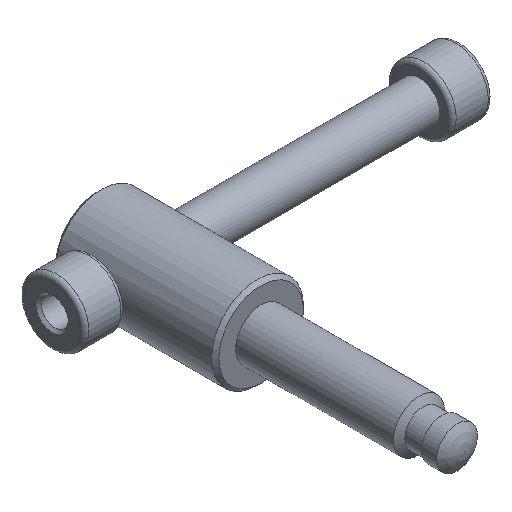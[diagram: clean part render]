
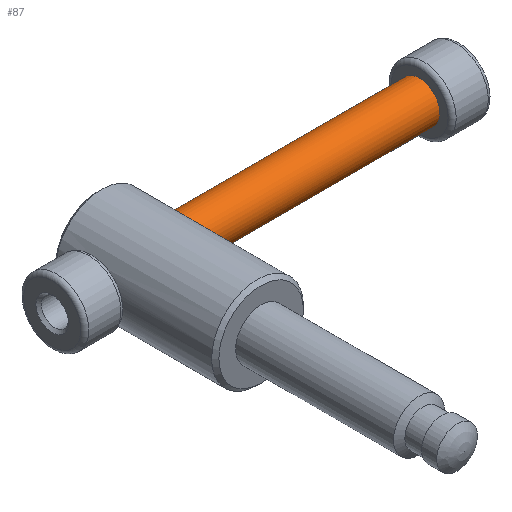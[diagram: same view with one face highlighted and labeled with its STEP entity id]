
A CAD part, isometric view. The second image highlights one B-rep face of the part: STEP entity #87.
In plain terms, the highlighted cylindrical face has radius 4 mm (diameter 8 mm), a full revolution.
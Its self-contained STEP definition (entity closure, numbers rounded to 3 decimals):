
#87 = ADVANCED_FACE( '', ( #195, #196 ), #197, .T. );
#195 = FACE_OUTER_BOUND( '', #317, .T. );
#196 = FACE_OUTER_BOUND( '', #318, .T. );
#197 = CYLINDRICAL_SURFACE( '', #319, 4. );
#317 = EDGE_LOOP( '', ( #467 ) );
#318 = EDGE_LOOP( '', ( #468 ) );
#319 = AXIS2_PLACEMENT_3D( '', #469, #470, #471 );
#467 = ORIENTED_EDGE( '', *, *, #564, .F. );
#468 = ORIENTED_EDGE( '', *, *, #579, .T. );
#469 = CARTESIAN_POINT( '', ( 62.999, 64., 0. ) );
#470 = DIRECTION( '', ( -1., 0., 0. ) );
#471 = DIRECTION( '', ( 0., 0., -1. ) );
#564 = EDGE_CURVE( '', #635, #635, #636, .T. );
#579 = EDGE_CURVE( '', #658, #658, #659, .T. );
#635 = VERTEX_POINT( '', #785 );
#636 = CIRCLE( '', #786, 4. );
#658 = VERTEX_POINT( '', #808 );
#659 = B_SPLINE_CURVE_WITH_KNOTS( '', 3, ( #809, #810, #811, #812, #813, #814, #815, #816, #817, #818, #819, #820, #821, #822, #823, #824, #825, #826, #827, #828, #829, #830, #831, #832, #833, #834, #835, #836, #837, #838, #839, #840, #841, #842, #843, #844, #845, #846, #847, #848, #849, #850, #851, #852, #853, #854, #855, #856, #857, #858, #859, #860, #861, #862, #863, #864, #865, #866, #867, #868, #869, #870, #871, #872, #873, #874 ), .UNSPECIFIED., .T., .F., ( 2, 2, 2, 2, 2, 2, 2, 2, 2, 2, 2, 2, 2, 2, 2, 2, 2, 2, 2, 2, 2, 2, 2, 2, 2, 2, 2, 2, 2, 2, 2, 2, 2, 2, 2 ), ( -0.001, 0., 0.001, 0.002, 0.002, 0.003, 0.004, 0.005, 0.006, 0.006, 0.007, 0.008, 0.009, 0.009, 0.01, 0.011, 0.012, 0.013, 0.013, 0.014, 0.015, 0.016, 0.017, 0.017, 0.018, 0.019, 0.02, 0.021, 0.021, 0.022, 0.023, 0.024, 0.025, 0.025, 0.026 ), .UNSPECIFIED. );
#785 = CARTESIAN_POINT( '', ( 55.099, 64., -4. ) );
#786 = AXIS2_PLACEMENT_3D( '', #935, #936, #937 );
#808 = CARTESIAN_POINT( '', ( 8.062, 64., -4. ) );
#809 = CARTESIAN_POINT( '', ( 8.062, 63.732, -4. ) );
#810 = CARTESIAN_POINT( '', ( 8.062, 64.268, -4. ) );
#811 = CARTESIAN_POINT( '', ( 8.076, 64.531, -3.973 ) );
#812 = CARTESIAN_POINT( '', ( 8.126, 65.046, -3.87 ) );
#813 = CARTESIAN_POINT( '', ( 8.163, 65.302, -3.791 ) );
#814 = CARTESIAN_POINT( '', ( 8.254, 65.784, -3.59 ) );
#815 = CARTESIAN_POINT( '', ( 8.307, 66.012, -3.467 ) );
#816 = CARTESIAN_POINT( '', ( 8.422, 66.444, -3.177 ) );
#817 = CARTESIAN_POINT( '', ( 8.483, 66.645, -3.012 ) );
#818 = CARTESIAN_POINT( '', ( 8.604, 67.009, -2.648 ) );
#819 = CARTESIAN_POINT( '', ( 8.664, 67.174, -2.448 ) );
#820 = CARTESIAN_POINT( '', ( 8.774, 67.465, -2.015 ) );
#821 = CARTESIAN_POINT( '', ( 8.824, 67.588, -1.786 ) );
#822 = CARTESIAN_POINT( '', ( 8.908, 67.79, -1.306 ) );
#823 = CARTESIAN_POINT( '', ( 8.942, 67.869, -1.051 ) );
#824 = CARTESIAN_POINT( '', ( 8.988, 67.973, -0.533 ) );
#825 = CARTESIAN_POINT( '', ( 9., 68., -0.271 ) );
#826 = CARTESIAN_POINT( '', ( 9., 68., 0.259 ) );
#827 = CARTESIAN_POINT( '', ( 8.988, 67.974, 0.528 ) );
#828 = CARTESIAN_POINT( '', ( 8.943, 67.87, 1.044 ) );
#829 = CARTESIAN_POINT( '', ( 8.909, 67.793, 1.297 ) );
#830 = CARTESIAN_POINT( '', ( 8.825, 67.59, 1.784 ) );
#831 = CARTESIAN_POINT( '', ( 8.775, 67.466, 2.013 ) );
#832 = CARTESIAN_POINT( '', ( 8.665, 67.178, 2.443 ) );
#833 = CARTESIAN_POINT( '', ( 8.604, 67.011, 2.646 ) );
#834 = CARTESIAN_POINT( '', ( 8.484, 66.646, 3.011 ) );
#835 = CARTESIAN_POINT( '', ( 8.423, 66.448, 3.174 ) );
#836 = CARTESIAN_POINT( '', ( 8.308, 66.016, 3.464 ) );
#837 = CARTESIAN_POINT( '', ( 8.254, 65.785, 3.589 ) );
#838 = CARTESIAN_POINT( '', ( 8.164, 65.306, 3.79 ) );
#839 = CARTESIAN_POINT( '', ( 8.127, 65.056, 3.867 ) );
#840 = CARTESIAN_POINT( '', ( 8.076, 64.533, 3.973 ) );
#841 = CARTESIAN_POINT( '', ( 8.062, 64.271, 4. ) );
#842 = CARTESIAN_POINT( '', ( 8.062, 63.743, 4. ) );
#843 = CARTESIAN_POINT( '', ( 8.075, 63.475, 3.974 ) );
#844 = CARTESIAN_POINT( '', ( 8.125, 62.956, 3.87 ) );
#845 = CARTESIAN_POINT( '', ( 8.162, 62.706, 3.794 ) );
#846 = CARTESIAN_POINT( '', ( 8.253, 62.221, 3.592 ) );
#847 = CARTESIAN_POINT( '', ( 8.307, 61.989, 3.468 ) );
#848 = CARTESIAN_POINT( '', ( 8.421, 61.56, 3.18 ) );
#849 = CARTESIAN_POINT( '', ( 8.482, 61.358, 3.014 ) );
#850 = CARTESIAN_POINT( '', ( 8.604, 60.991, 2.648 ) );
#851 = CARTESIAN_POINT( '', ( 8.663, 60.827, 2.45 ) );
#852 = CARTESIAN_POINT( '', ( 8.773, 60.538, 2.02 ) );
#853 = CARTESIAN_POINT( '', ( 8.824, 60.412, 1.787 ) );
#854 = CARTESIAN_POINT( '', ( 8.908, 60.21, 1.305 ) );
#855 = CARTESIAN_POINT( '', ( 8.942, 60.133, 1.055 ) );
#856 = CARTESIAN_POINT( '', ( 8.988, 60.027, 0.537 ) );
#857 = CARTESIAN_POINT( '', ( 9., 60., 0.269 ) );
#858 = CARTESIAN_POINT( '', ( 9., 60., -0.259 ) );
#859 = CARTESIAN_POINT( '', ( 8.989, 60.026, -0.524 ) );
#860 = CARTESIAN_POINT( '', ( 8.943, 60.13, -1.047 ) );
#861 = CARTESIAN_POINT( '', ( 8.909, 60.207, -1.298 ) );
#862 = CARTESIAN_POINT( '', ( 8.825, 60.409, -1.781 ) );
#863 = CARTESIAN_POINT( '', ( 8.774, 60.535, -2.014 ) );
#864 = CARTESIAN_POINT( '', ( 8.664, 60.824, -2.445 ) );
#865 = CARTESIAN_POINT( '', ( 8.605, 60.987, -2.644 ) );
#866 = CARTESIAN_POINT( '', ( 8.483, 61.355, -3.012 ) );
#867 = CARTESIAN_POINT( '', ( 8.422, 61.556, -3.177 ) );
#868 = CARTESIAN_POINT( '', ( 8.308, 61.984, -3.464 ) );
#869 = CARTESIAN_POINT( '', ( 8.254, 62.215, -3.589 ) );
#870 = CARTESIAN_POINT( '', ( 8.163, 62.699, -3.792 ) );
#871 = CARTESIAN_POINT( '', ( 8.126, 62.949, -3.868 ) );
#872 = CARTESIAN_POINT( '', ( 8.076, 63.464, -3.973 ) );
#873 = CARTESIAN_POINT( '', ( 8.062, 63.732, -4. ) );
#874 = CARTESIAN_POINT( '', ( 8.062, 64.268, -4. ) );
#935 = CARTESIAN_POINT( '', ( 55.099, 64., 0. ) );
#936 = DIRECTION( '', ( 1., 0., 0. ) );
#937 = DIRECTION( '', ( 0., 0., -1. ) );
